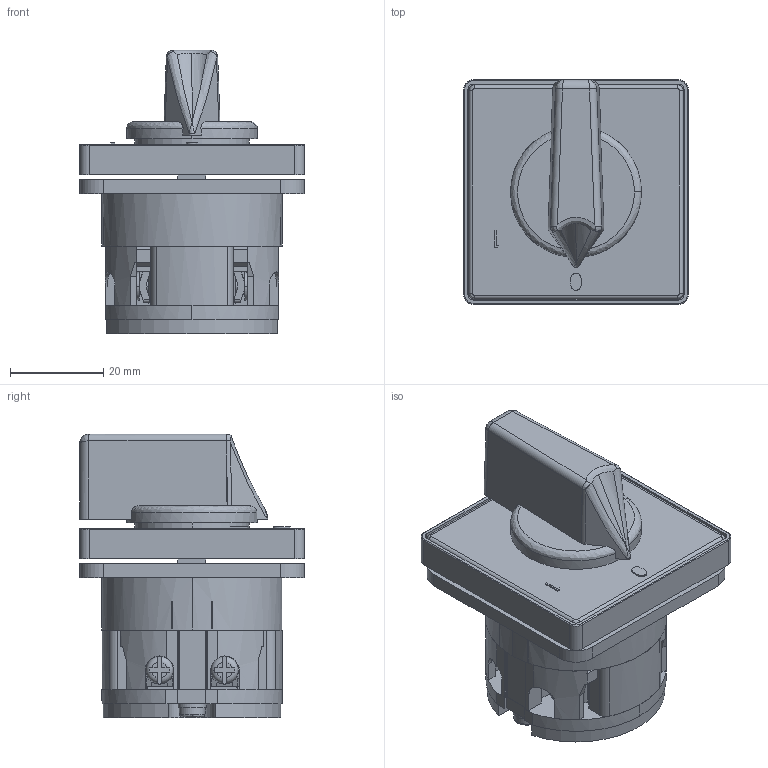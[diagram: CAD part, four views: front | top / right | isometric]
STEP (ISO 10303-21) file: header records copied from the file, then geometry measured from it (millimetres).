
FILE_DESCRIPTION (( 'STEP AP203' ), '1' );
FILE_NAME ('PS 10 1 BLOK -5V.STEP', '2016-09-14T09:25:20', ( 'Dzalev' ), ( 'RK' ), 'SwSTEP 2.0', 'SolidWorks 2011', '' );
FILE_SCHEMA (( 'CONFIG_CONTROL_DESIGN' ));
Products named in the file (1): PS 10 1 BLOK -5V
Bounding box: 48.14 x 48.14 x 60.88 mm (x, y, z)
Volume: 50310.7 mm3; surface area: 30016.8 mm2
Topology: 1 solids, 1 shells, 1581 faces, 4676 edges, 3035 vertices
Faces by surface type: plane 884, cylinder 498, bspline 151, cone 31, torus 17
Entity records: 58619 total; most frequent: CARTESIAN_POINT 17305, ORIENTED_EDGE 9278, DIRECTION 7930, EDGE_CURVE 4639, VERTEX_POINT 3035, LINE 2882, VECTOR 2882, AXIS2_PLACEMENT_3D 2524
